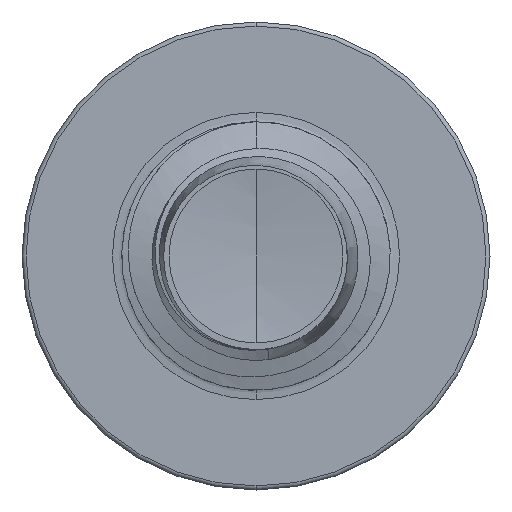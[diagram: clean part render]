
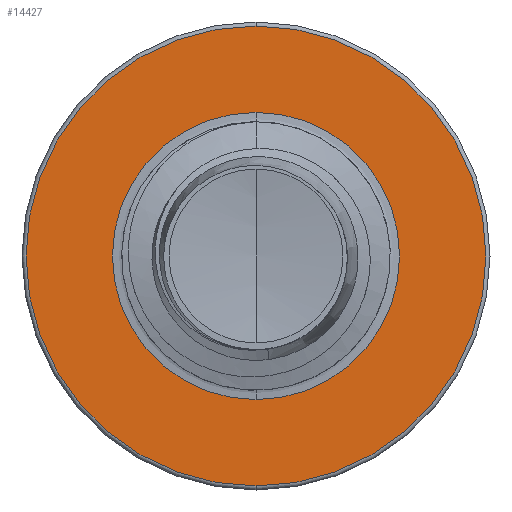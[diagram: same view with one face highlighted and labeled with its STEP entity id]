
A CAD part, front view. The second image highlights one B-rep face of the part: STEP entity #14427.
In plain terms, the highlighted planar face has unit normal (0, -1, 0).
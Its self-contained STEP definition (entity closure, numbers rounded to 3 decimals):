
#1778 = DIRECTION ( 'NONE',  ( 0., 1., 0. ) ) ;
#1984 = VERTEX_POINT ( 'NONE', #5285 ) ;
#2267 = ORIENTED_EDGE ( 'NONE', *, *, #3813, .F. ) ;
#3168 = EDGE_LOOP ( 'NONE', ( #2267, #16245 ) ) ;
#3217 = AXIS2_PLACEMENT_3D ( 'NONE', #14992, #14919, #14884 ) ;
#3813 = EDGE_CURVE ( 'NONE', #13601, #1984, #7183, .T. ) ;
#4513 = ORIENTED_EDGE ( 'NONE', *, *, #14353, .T. ) ;
#5285 = CARTESIAN_POINT ( 'NONE',  ( 0., 4.5, -2.997 ) ) ;
#5314 = CIRCLE ( 'NONE', #15561, 1.872 ) ;
#7183 = CIRCLE ( 'NONE', #15585, 2.998 ) ;
#7436 = DIRECTION ( 'NONE',  ( 0., 0., 1. ) ) ;
#7460 = DIRECTION ( 'NONE',  ( 0., 1., 0. ) ) ;
#7466 = CARTESIAN_POINT ( 'NONE',  ( 0., 4.5, 0. ) ) ;
#7485 = EDGE_LOOP ( 'NONE', ( #8262, #4513 ) ) ;
#7959 = CARTESIAN_POINT ( 'NONE',  ( 0., 4.5, 2.998 ) ) ;
#8262 = ORIENTED_EDGE ( 'NONE', *, *, #16047, .T. ) ;
#8538 = FACE_BOUND ( 'NONE', #7485, .T. ) ;
#9306 = CARTESIAN_POINT ( 'NONE',  ( 0., 4.5, 0. ) ) ;
#9329 = DIRECTION ( 'NONE',  ( 0., 1., 0. ) ) ;
#9394 = DIRECTION ( 'NONE',  ( 0., 0., 1. ) ) ;
#9418 = DIRECTION ( 'NONE',  ( 0., 1., 0. ) ) ;
#9440 = CARTESIAN_POINT ( 'NONE',  ( 0., 4.5, 0. ) ) ;
#9504 = DIRECTION ( 'NONE',  ( 0., 0., 1. ) ) ;
#10524 = CARTESIAN_POINT ( 'NONE',  ( 0., 4.5, -1.872 ) ) ;
#11296 = CIRCLE ( 'NONE', #13115, 2.998 ) ;
#11724 = CARTESIAN_POINT ( 'NONE',  ( 0., 4.5, 0. ) ) ;
#12701 = FACE_OUTER_BOUND ( 'NONE', #3168, .T. ) ;
#13115 = AXIS2_PLACEMENT_3D ( 'NONE', #9306, #9329, #9504 ) ;
#13127 = DIRECTION ( 'NONE',  ( 0., 0., 1. ) ) ;
#13601 = VERTEX_POINT ( 'NONE', #7959 ) ;
#14101 = VERTEX_POINT ( 'NONE', #16132 ) ;
#14250 = AXIS2_PLACEMENT_3D ( 'NONE', #11724, #1778, #13127 ) ;
#14353 = EDGE_CURVE ( 'NONE', #14631, #14101, #5314, .T. ) ;
#14427 = ADVANCED_FACE ( 'NONE', ( #12701, #8538 ), #15304, .F. ) ;
#14631 = VERTEX_POINT ( 'NONE', #10524 ) ;
#14884 = DIRECTION ( 'NONE',  ( 0., 0., 1. ) ) ;
#14919 = DIRECTION ( 'NONE',  ( 0., 1., 0. ) ) ;
#14992 = CARTESIAN_POINT ( 'NONE',  ( 0., 4.5, -1.872 ) ) ;
#15304 = PLANE ( 'NONE',  #3217 ) ;
#15561 = AXIS2_PLACEMENT_3D ( 'NONE', #9440, #9418, #9394 ) ;
#15585 = AXIS2_PLACEMENT_3D ( 'NONE', #7466, #7460, #7436 ) ;
#15663 = EDGE_CURVE ( 'NONE', #1984, #13601, #11296, .T. ) ;
#16047 = EDGE_CURVE ( 'NONE', #14101, #14631, #16373, .T. ) ;
#16132 = CARTESIAN_POINT ( 'NONE',  ( 0., 4.5, 1.872 ) ) ;
#16245 = ORIENTED_EDGE ( 'NONE', *, *, #15663, .F. ) ;
#16373 = CIRCLE ( 'NONE', #14250, 1.872 ) ;
